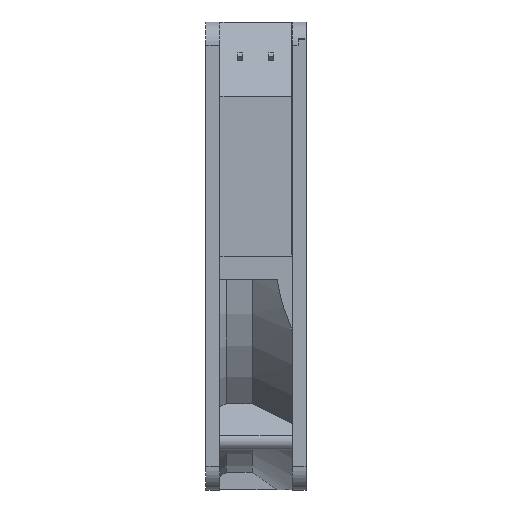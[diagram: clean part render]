
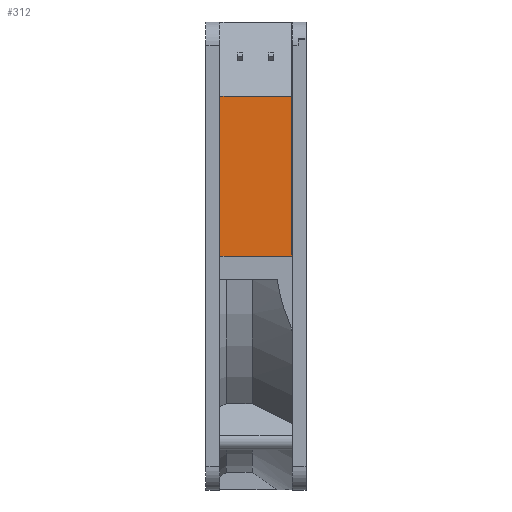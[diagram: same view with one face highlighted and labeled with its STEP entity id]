
A CAD part, left-side view. The second image highlights one B-rep face of the part: STEP entity #312.
In plain terms, the highlighted planar face has unit normal (-1, 0, 0).
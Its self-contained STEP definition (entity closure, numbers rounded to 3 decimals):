
#273=CARTESIAN_POINT('POINT17',(-59.5,3.616,
   40.64));
#274=VERTEX_POINT('VERTEX17',#273);
#275=CARTESIAN_POINT('POINT18',(-59.5,21.904,
   40.64));
#276=VERTEX_POINT('VERTEX18',#275);
#277=CARTESIAN_POINT('POS35',(-59.5,12.76,
   40.64));
#278=DIRECTION('DIR45',(0.,1.,0.));
#279=VECTOR('VEC25',#278,1.);
#280=LINE('STRAIGHT25',#277,#279);
#281=EDGE_CURVE('EDGE25',#274,#276,#280,.T.);
#282=ORIENTED_EDGE('COEDGE41',*,*,#281,.T.);
#283=CARTESIAN_POINT('POINT19',(-59.5,21.904,
   0.));
#284=VERTEX_POINT('VERTEX19',#283);
#285=CARTESIAN_POINT('POS36',(-59.5,21.904,29.75));
#286=DIRECTION('DIR46',(0.,0.,-1.));
#287=VECTOR('VEC26',#286,1.);
#288=LINE('STRAIGHT26',#285,#287);
#289=EDGE_CURVE('EDGE26',#276,#284,#288,.T.);
#290=ORIENTED_EDGE('COEDGE42',*,*,#289,.T.);
#291=CARTESIAN_POINT('POINT20',(-59.5,3.616,
   0.));
#292=VERTEX_POINT('VERTEX20',#291);
#293=CARTESIAN_POINT('POS37',(-59.5,12.76,
   0.));
#294=DIRECTION('DIR47',(0.,-1.,0.));
#295=VECTOR('VEC27',#294,1.);
#296=LINE('STRAIGHT27',#293,#295);
#297=EDGE_CURVE('EDGE27',#284,#292,#296,.T.);
#298=ORIENTED_EDGE('COEDGE43',*,*,#297,.T.);
#299=CARTESIAN_POINT('POS38',(-59.5,3.616,29.75));
#300=DIRECTION('DIR48',(0.,0.,1.));
#301=VECTOR('VEC28',#300,1.);
#302=LINE('STRAIGHT28',#299,#301);
#303=EDGE_CURVE('EDGE28',#292,#274,#302,.T.);
#304=ORIENTED_EDGE('COEDGE44',*,*,#303,.T.);
#305=EDGE_LOOP('NONE',(#282,#290,#298,#304));
#306=FACE_BOUND('LOOP1',#305,.T.);
#307=CARTESIAN_POINT('POS39',(-59.5,12.76,29.75));
#308=DIRECTION('DIR49',(-1.,0.,0.));
#309=DIRECTION('DIR50',(0.,1.,0.));
#310=AXIS2_PLACEMENT_3D('AXIS11',#307,#308,#309);
#311=PLANE('PLANE11',#310);
#312=ADVANCED_FACE('FACE11',(#306),#311,.T.);
